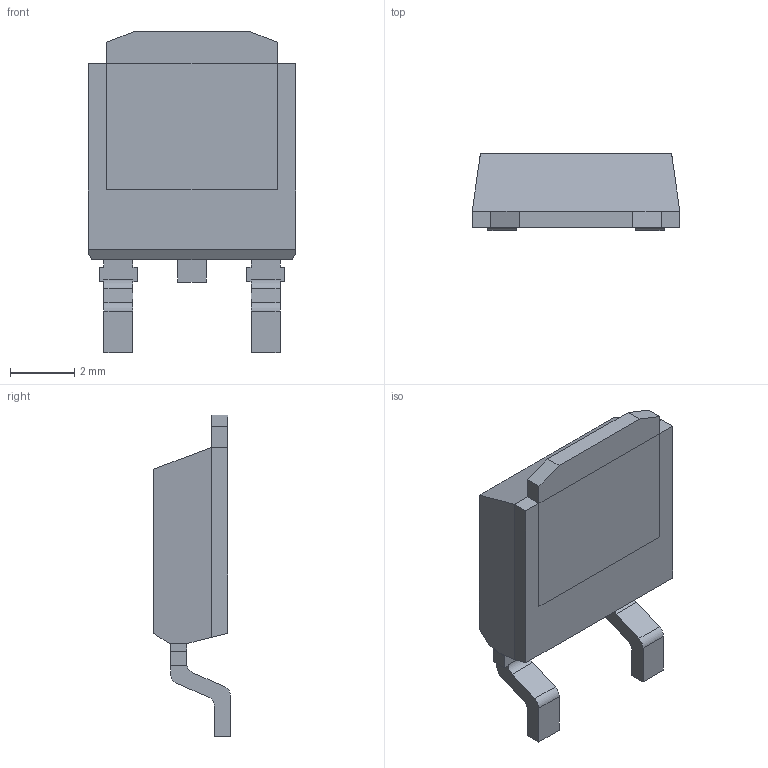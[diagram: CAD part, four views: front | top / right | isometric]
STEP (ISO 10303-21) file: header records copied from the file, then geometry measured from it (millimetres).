
FILE_DESCRIPTION (( 'STEP AP214' ), '1' );
FILE_NAME ('LM317MABDTG.STEP', '2022-09-19T05:04:23', ( '' ), ( '' ), 'SwSTEP 2.0', 'SolidWorks 2018', '' );
FILE_SCHEMA (( 'AUTOMOTIVE_DESIGN' ));
Length unit declared in the file: millimetre
Products named in the file (1): LM317MABDTG
Bounding box: 6.45 x 2.38 x 10 mm (x, y, z)
Volume: 87.5 mm3; surface area: 169.6 mm2
Topology: 5 solids, 5 shells, 73 faces, 186 edges, 124 vertices
Faces by surface type: plane 63, cylinder 10
Entity records: 2899 total; most frequent: CARTESIAN_POINT 384, ORIENTED_EDGE 372, DIRECTION 354, EDGE_CURVE 186, LINE 166, VECTOR 166, VERTEX_POINT 124, AXIS2_PLACEMENT_3D 94
